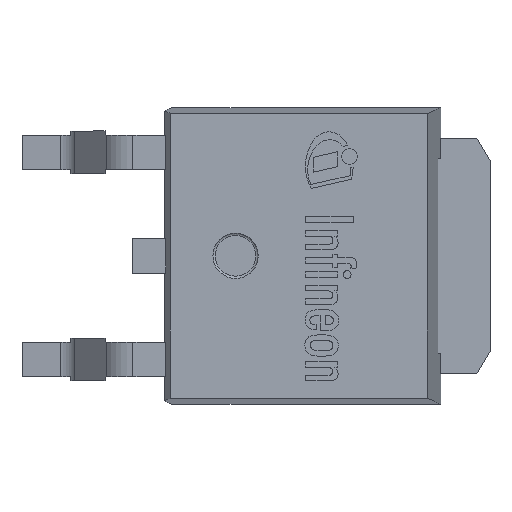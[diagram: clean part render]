
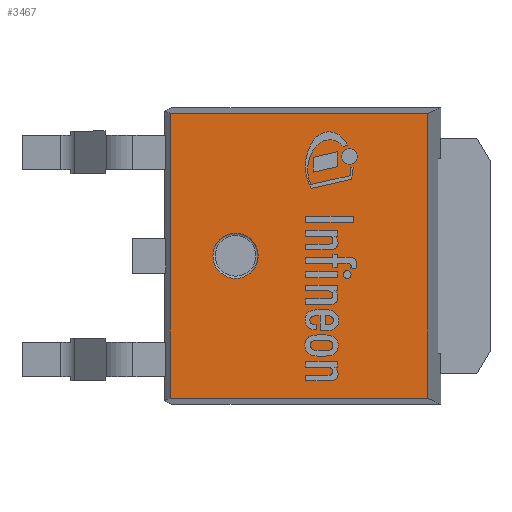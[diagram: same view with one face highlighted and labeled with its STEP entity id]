
A CAD part, top view. The second image highlights one B-rep face of the part: STEP entity #3467.
In plain terms, the highlighted planar face has unit normal (0, 0, 1).
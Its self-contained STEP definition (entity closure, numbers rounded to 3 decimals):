
#50=CIRCLE('',#3693,0.5);
#96=FACE_BOUND('',#556,.T.);
#347=FACE_OUTER_BOUND('',#555,.T.);
#555=EDGE_LOOP('',(#2965,#2966,#2967,#2968));
#556=EDGE_LOOP('',(#2969));
#909=LINE('',#5783,#1306);
#913=LINE('',#5791,#1310);
#916=LINE('',#5798,#1313);
#917=LINE('',#5799,#1314);
#1306=VECTOR('',#4417,1.);
#1310=VECTOR('',#4423,1.);
#1313=VECTOR('',#4430,1.);
#1314=VECTOR('',#4431,1.);
#1642=VERTEX_POINT('',#5772);
#1643=VERTEX_POINT('',#5776);
#1646=VERTEX_POINT('',#5781);
#1649=VERTEX_POINT('',#5789);
#1651=VERTEX_POINT('',#5797);
#2089=EDGE_CURVE('',#1642,#1642,#50,.T.);
#2093=EDGE_CURVE('',#1646,#1643,#909,.T.);
#2097=EDGE_CURVE('',#1649,#1646,#913,.F.);
#2100=EDGE_CURVE('',#1651,#1649,#916,.F.);
#2101=EDGE_CURVE('',#1643,#1651,#917,.F.);
#2965=ORIENTED_EDGE('',*,*,#2093,.F.);
#2966=ORIENTED_EDGE('',*,*,#2097,.F.);
#2967=ORIENTED_EDGE('',*,*,#2100,.F.);
#2968=ORIENTED_EDGE('',*,*,#2101,.F.);
#2969=ORIENTED_EDGE('',*,*,#2089,.T.);
#3275=PLANE('',#3698);
#3467=ADVANCED_FACE('',(#347,#96),#3275,.F.);
#3693=AXIS2_PLACEMENT_3D('',#5773,#4408,#4409);
#3698=AXIS2_PLACEMENT_3D('',#5796,#4428,#4429);
#4408=DIRECTION('center_axis',(0.,0.,-1.));
#4409=DIRECTION('ref_axis',(0.,1.,0.));
#4417=DIRECTION('',(0.,1.,0.));
#4423=DIRECTION('',(1.,0.,0.));
#4428=DIRECTION('center_axis',(0.,0.,-1.));
#4429=DIRECTION('ref_axis',(0.,1.,0.));
#4430=DIRECTION('',(0.,1.,0.));
#4431=DIRECTION('',(-1.,0.,0.));
#5772=CARTESIAN_POINT('',(-0.452,-0.5,2.39));
#5773=CARTESIAN_POINT('Origin',(-0.452,0.,2.39));
#5776=CARTESIAN_POINT('',(-1.895,3.145,2.39));
#5781=CARTESIAN_POINT('',(-1.895,-3.145,2.39));
#5783=CARTESIAN_POINT('',(-1.895,1.635,2.39));
#5789=CARTESIAN_POINT('',(3.788,-3.145,2.39));
#5791=CARTESIAN_POINT('',(-0.495,-3.145,2.39));
#5796=CARTESIAN_POINT('Origin',(1.03,0.,2.39));
#5797=CARTESIAN_POINT('',(3.788,3.145,2.39));
#5798=CARTESIAN_POINT('',(3.788,-1.635,2.39));
#5799=CARTESIAN_POINT('',(2.555,3.145,2.39));
